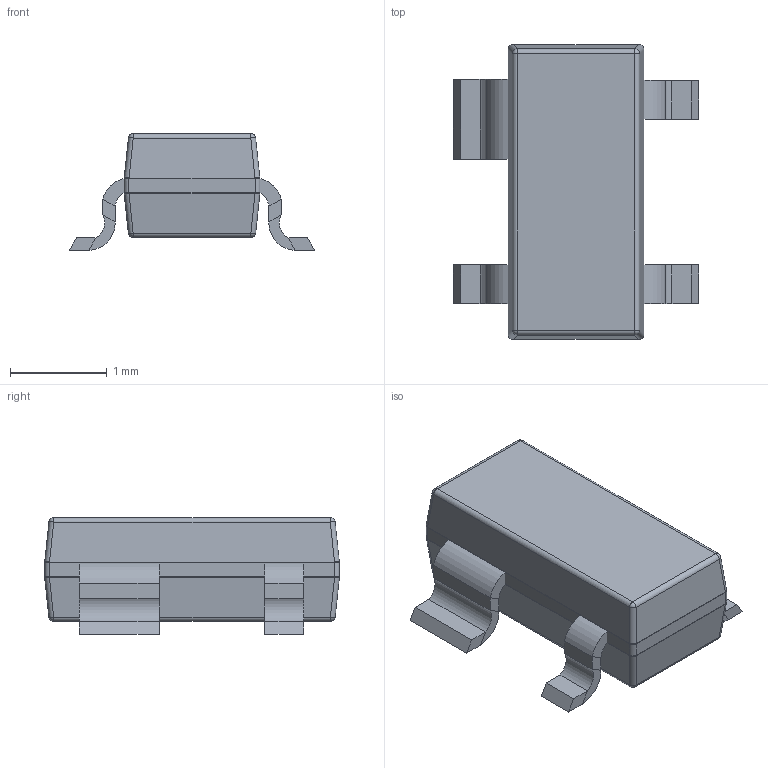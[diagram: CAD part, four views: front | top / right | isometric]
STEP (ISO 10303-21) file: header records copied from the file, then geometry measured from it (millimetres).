
FILE_DESCRIPTION(('Open CASCADE Model'),'2;1');
FILE_NAME('Open CASCADE Shape Model','2024-01-10T21:15:31',('Author'),( 'Open CASCADE'),'Open CASCADE STEP processor 7.5','Open CASCADE 7.5' ,'Unknown');
FILE_SCHEMA(('AUTOMOTIVE_DESIGN { 1 0 10303 214 1 1 1 1 }'));
Length unit declared in the file: millimetre
Products named in the file (5): SOT190P255X122-4L.step; Body; Open CASCADE STEP translator 7.5 32.1.1; Tab; Lead
Assembly tree (6 placements, depth 3):
  SOT190P255X122-4L.step
    Body
      Open CASCADE STEP translator 7.5 32.1.1
    Tab
    Lead  x3
Bounding box: 2.53 x 3.04 x 1.2 mm (x, y, z)
Volume: 4.6 mm3; surface area: 22.8 mm2
Topology: 5 solids, 5 shells, 130 faces, 264 edges, 136 vertices
Faces by surface type: plane 70, cylinder 44, bspline 8, sphere 8
Entity records: 6426 total; most frequent: CARTESIAN_POINT 2617, DIRECTION 686, LINE 412, VECTOR 412, ORIENTED_EDGE 368, PCURVE 368, DEFINITIONAL_REPRESENTATION 368, EDGE_CURVE 184
